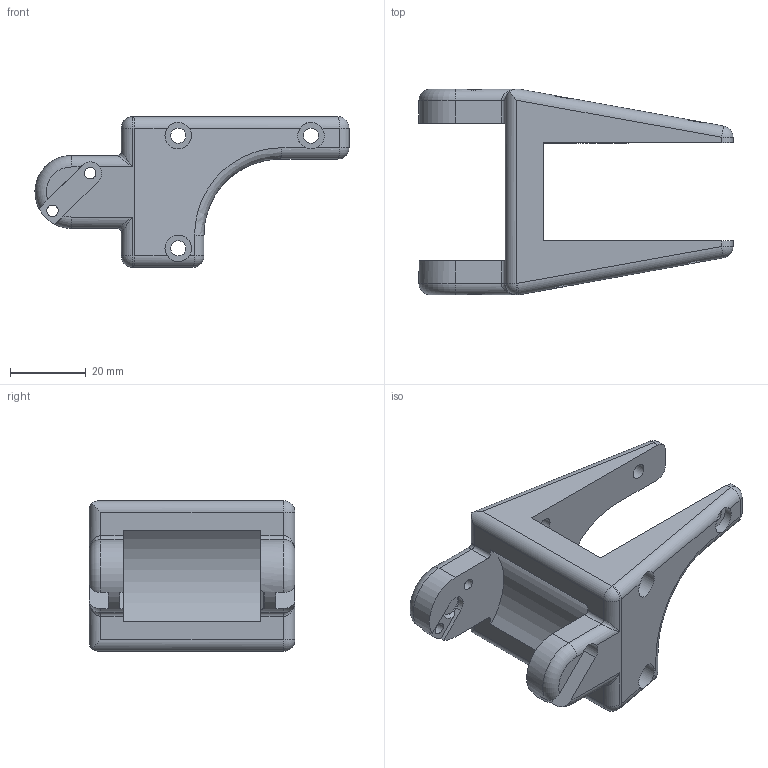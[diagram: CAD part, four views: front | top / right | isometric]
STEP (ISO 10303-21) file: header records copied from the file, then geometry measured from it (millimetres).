
FILE_DESCRIPTION(/* description */ ('STEP AP242','CAx-IF Rec.Pracs.---Representation and Presentation of Product Manufacturing Information (PMI)---4.0---2014-10-13','CAx-IF Rec.Pracs.---3D Tessellated Geometry---0.4---2014-09-14','2;1'),/* implementation_level */ '2;1');
FILE_NAME(/* name */ 'GripperHolder_Moving - Part 1',/* time_stamp */ '2025-08-26T16:43:08Z',/* author */ (''),/* organization */ (''),/* preprocessor_version */ 'ST-DEVELOPER v20',/* originating_system */ 'ONSHAPE BY PTC INC, 1.202',/* authorisation */ ' ');
FILE_SCHEMA (('AP242_MANAGED_MODEL_BASED_3D_ENGINEERING_MIM_LF { 1 0 10303 442 1 1 4 }'));
Length unit declared in the file: metre
Products named in the file (1): Part 1
Bounding box: 82.74 x 54.2 x 39.72 mm (x, y, z)
Volume: 40512.1 mm3; surface area: 14439.4 mm2
Topology: 1 solids, 1 shells, 143 faces, 387 edges, 234 vertices
Faces by surface type: plane 66, cylinder 56, sphere 8, bspline 6, torus 4, cone 3
Full cylindrical faces by diameter (mm): 3 x4, 4 x6, 5.8 x2, 7 x3
Entity records: 4429 total; most frequent: CARTESIAN_POINT 910, DIRECTION 749, ORIENTED_EDGE 702, EDGE_CURVE 351, AXIS2_PLACEMENT_3D 276, VERTEX_POINT 227, LINE 197, VECTOR 197
